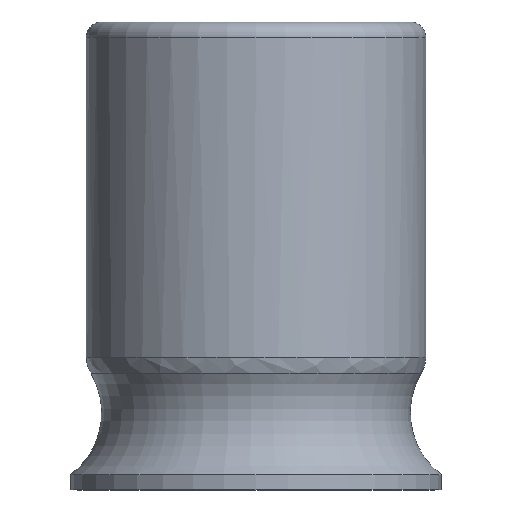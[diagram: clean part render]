
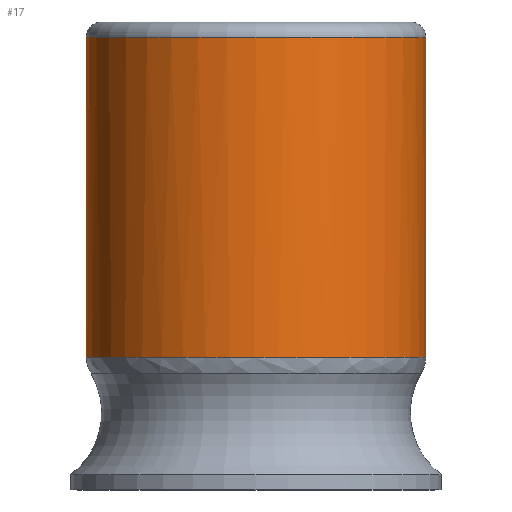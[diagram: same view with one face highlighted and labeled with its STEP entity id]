
A CAD part, front view. The second image highlights one B-rep face of the part: STEP entity #17.
In plain terms, the highlighted cylindrical face has radius 11 mm (diameter 22 mm), a full revolution.
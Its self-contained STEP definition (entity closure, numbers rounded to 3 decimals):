
#17 = ADVANCED_FACE('',(#18),#56,.T.);
#18 = FACE_BOUND('',#19,.T.);
#19 = EDGE_LOOP('',(#20,#30,#37,#38));
#20 = ORIENTED_EDGE('',*,*,#21,.F.);
#21 = EDGE_CURVE('',#22,#24,#26,.T.);
#22 = VERTEX_POINT('',#23);
#23 = CARTESIAN_POINT('',(11.,0.,29.325));
#24 = VERTEX_POINT('',#25);
#25 = CARTESIAN_POINT('',(11.,0.,8.606));
#26 = LINE('',#27,#28);
#27 = CARTESIAN_POINT('',(11.,0.,30.325));
#28 = VECTOR('',#29,1.);
#29 = DIRECTION('',(0.,0.,-1.));
#30 = ORIENTED_EDGE('',*,*,#31,.T.);
#31 = EDGE_CURVE('',#22,#22,#32,.T.);
#32 = CIRCLE('',#33,11.);
#33 = AXIS2_PLACEMENT_3D('',#34,#35,#36);
#34 = CARTESIAN_POINT('',(0.,0.,29.325));
#35 = DIRECTION('',(0.,0.,-1.));
#36 = DIRECTION('',(1.,0.,0.));
#37 = ORIENTED_EDGE('',*,*,#21,.T.);
#38 = ORIENTED_EDGE('',*,*,#39,.F.);
#39 = EDGE_CURVE('',#24,#24,#40,.T.);
#40 = ( BOUNDED_CURVE() B_SPLINE_CURVE(14,(#41,#42,#43,#44,#45,#46,#47,
    #48,#49,#50,#51,#52,#53,#54,#55),.UNSPECIFIED.,.T.,.F.) 
B_SPLINE_CURVE_WITH_KNOTS((15,15),(0.,69.115),
.PIECEWISE_BEZIER_KNOTS.) CURVE() GEOMETRIC_REPRESENTATION_ITEM() 
RATIONAL_B_SPLINE_CURVE((1.,1.,1.,1.,1.,1.,1.,
    1.,1.,1.,1.,
1.,1.,1.,1.)) REPRESENTATION_ITEM('') );
#41 = CARTESIAN_POINT('',(11.,0.,8.606));
#42 = CARTESIAN_POINT('',(11.,-4.865,8.606
    ));
#43 = CARTESIAN_POINT('',(8.683,-9.834,8.606)
  );
#44 = CARTESIAN_POINT('',(3.885,-13.612,8.606)
  );
#45 = CARTESIAN_POINT('',(-2.658,-14.854,8.606)
  );
#46 = CARTESIAN_POINT('',(-9.437,-12.395,8.606
    ));
#47 = CARTESIAN_POINT('',(-13.984,-7.529,8.606
    ));
#48 = CARTESIAN_POINT('',(-16.861,0.,
    8.606));
#49 = CARTESIAN_POINT('',(-13.984,7.529,8.606)
  );
#50 = CARTESIAN_POINT('',(-9.437,12.395,8.606
    ));
#51 = CARTESIAN_POINT('',(-2.658,14.854,8.606
    ));
#52 = CARTESIAN_POINT('',(3.885,13.612,8.606)
  );
#53 = CARTESIAN_POINT('',(8.683,9.834,8.606)
  );
#54 = CARTESIAN_POINT('',(11.,4.865,8.606)
  );
#55 = CARTESIAN_POINT('',(11.,0.,8.606));
#56 = CYLINDRICAL_SURFACE('',#57,11.);
#57 = AXIS2_PLACEMENT_3D('',#58,#59,#60);
#58 = CARTESIAN_POINT('',(0.,0.,30.325));
#59 = DIRECTION('',(0.,0.,-1.));
#60 = DIRECTION('',(1.,0.,0.));
